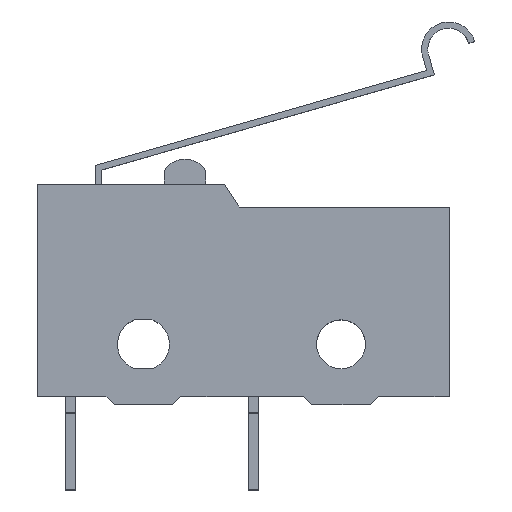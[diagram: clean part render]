
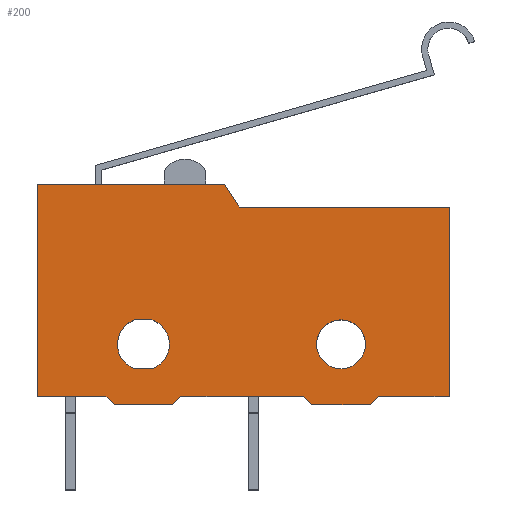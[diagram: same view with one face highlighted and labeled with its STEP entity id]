
A CAD part, top view. The second image highlights one B-rep face of the part: STEP entity #200.
In plain terms, the highlighted planar face has unit normal (0, 0, 1).
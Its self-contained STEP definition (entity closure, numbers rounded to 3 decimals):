
#200=ADVANCED_FACE('',(#399,#400,#401),#402,.T.);
#399=FACE_BOUND('',#594,.T.);
#400=FACE_BOUND('',#595,.T.);
#401=FACE_OUTER_BOUND('',#596,.T.);
#402=PLANE('',#597);
#594=EDGE_LOOP('',(#1117,#1118,#1119,#1120,#1121,#1122));
#595=EDGE_LOOP('',(#1123,#1124));
#596=EDGE_LOOP('',(#1125,#1126,#1127,#1128,#1129,#1130,#1131,#1132,#1133,#1134,#1135,#1136,#1137,#1138));
#597=AXIS2_PLACEMENT_3D('',#1139,#1140,#1141);
#1117=ORIENTED_EDGE('',*,*,#1324,.T.);
#1118=ORIENTED_EDGE('',*,*,#1175,.T.);
#1119=ORIENTED_EDGE('',*,*,#1328,.T.);
#1120=ORIENTED_EDGE('',*,*,#1316,.T.);
#1121=ORIENTED_EDGE('',*,*,#1321,.T.);
#1122=ORIENTED_EDGE('',*,*,#1182,.T.);
#1123=ORIENTED_EDGE('',*,*,#1170,.T.);
#1124=ORIENTED_EDGE('',*,*,#1331,.T.);
#1125=ORIENTED_EDGE('',*,*,#1333,.F.);
#1126=ORIENTED_EDGE('',*,*,#1386,.F.);
#1127=ORIENTED_EDGE('',*,*,#1382,.F.);
#1128=ORIENTED_EDGE('',*,*,#1378,.F.);
#1129=ORIENTED_EDGE('',*,*,#1374,.F.);
#1130=ORIENTED_EDGE('',*,*,#1370,.F.);
#1131=ORIENTED_EDGE('',*,*,#1366,.F.);
#1132=ORIENTED_EDGE('',*,*,#1362,.F.);
#1133=ORIENTED_EDGE('',*,*,#1358,.F.);
#1134=ORIENTED_EDGE('',*,*,#1354,.F.);
#1135=ORIENTED_EDGE('',*,*,#1350,.F.);
#1136=ORIENTED_EDGE('',*,*,#1346,.F.);
#1137=ORIENTED_EDGE('',*,*,#1342,.F.);
#1138=ORIENTED_EDGE('',*,*,#1338,.F.);
#1139=CARTESIAN_POINT('',(-0.187,5.17,3.2));
#1140=DIRECTION('',(0.0,0.0,1.0));
#1141=DIRECTION('',(1.0,0.0,0.0));
#1170=EDGE_CURVE('',#1394,#1391,#1395,.T.);
#1175=EDGE_CURVE('',#1403,#1400,#1404,.T.);
#1182=EDGE_CURVE('',#1410,#1414,#1416,.T.);
#1316=EDGE_CURVE('',#1614,#1615,#1616,.T.);
#1321=EDGE_CURVE('',#1615,#1410,#1623,.T.);
#1324=EDGE_CURVE('',#1414,#1403,#1626,.T.);
#1328=EDGE_CURVE('',#1400,#1614,#1630,.T.);
#1331=EDGE_CURVE('',#1391,#1394,#1633,.T.);
#1333=EDGE_CURVE('',#1635,#1636,#1637,.T.);
#1338=EDGE_CURVE('',#1636,#1644,#1645,.T.);
#1342=EDGE_CURVE('',#1644,#1650,#1651,.T.);
#1346=EDGE_CURVE('',#1650,#1656,#1657,.T.);
#1350=EDGE_CURVE('',#1656,#1662,#1663,.T.);
#1354=EDGE_CURVE('',#1662,#1668,#1669,.T.);
#1358=EDGE_CURVE('',#1668,#1674,#1675,.T.);
#1362=EDGE_CURVE('',#1674,#1680,#1681,.T.);
#1366=EDGE_CURVE('',#1680,#1686,#1687,.T.);
#1370=EDGE_CURVE('',#1686,#1692,#1693,.T.);
#1374=EDGE_CURVE('',#1692,#1698,#1699,.T.);
#1378=EDGE_CURVE('',#1698,#1704,#1705,.T.);
#1382=EDGE_CURVE('',#1704,#1710,#1711,.T.);
#1386=EDGE_CURVE('',#1710,#1635,#1716,.T.);
#1391=VERTEX_POINT('',#1721);
#1394=VERTEX_POINT('',#1725);
#1395=CIRCLE('',#1726,1.175);
#1400=VERTEX_POINT('',#1732);
#1403=VERTEX_POINT('',#1736);
#1404=CIRCLE('',#1737,1.25);
#1410=VERTEX_POINT('',#1744);
#1414=VERTEX_POINT('',#1749);
#1416=CIRCLE('',#1752,1.25);
#1614=VERTEX_POINT('',#2036);
#1615=VERTEX_POINT('',#2037);
#1616=LINE('',#2038,#2039);
#1623=CIRCLE('',#2049,1.25);
#1626=LINE('',#2052,#2053);
#1630=CIRCLE('',#2058,1.25);
#1633=CIRCLE('',#2061,1.175);
#1635=VERTEX_POINT('',#2063);
#1636=VERTEX_POINT('',#2064);
#1637=LINE('',#2065,#2066);
#1644=VERTEX_POINT('',#2076);
#1645=LINE('',#2077,#2078);
#1650=VERTEX_POINT('',#2085);
#1651=LINE('',#2086,#2087);
#1656=VERTEX_POINT('',#2094);
#1657=LINE('',#2095,#2096);
#1662=VERTEX_POINT('',#2103);
#1663=LINE('',#2104,#2105);
#1668=VERTEX_POINT('',#2112);
#1669=LINE('',#2113,#2114);
#1674=VERTEX_POINT('',#2121);
#1675=LINE('',#2122,#2123);
#1680=VERTEX_POINT('',#2130);
#1681=LINE('',#2131,#2132);
#1686=VERTEX_POINT('',#2139);
#1687=LINE('',#2140,#2141);
#1692=VERTEX_POINT('',#2148);
#1693=LINE('',#2149,#2150);
#1698=VERTEX_POINT('',#2157);
#1699=LINE('',#2158,#2159);
#1704=VERTEX_POINT('',#2166);
#1705=LINE('',#2167,#2168);
#1710=VERTEX_POINT('',#2175);
#1711=LINE('',#2176,#2177);
#1716=LINE('',#2184,#2185);
#1721=CARTESIAN_POINT('',(5.875,2.9,3.2));
#1725=CARTESIAN_POINT('',(3.525,2.9,3.2));
#1726=AXIS2_PLACEMENT_3D('',#2191,#2192,#2193);
#1732=CARTESIAN_POINT('',(-3.55,2.9,3.2));
#1736=CARTESIAN_POINT('',(-4.388,4.08,3.2));
#1737=AXIS2_PLACEMENT_3D('',#2199,#2200,#2201);
#1744=CARTESIAN_POINT('',(-6.05,2.9,3.2));
#1749=CARTESIAN_POINT('',(-5.212,4.08,3.2));
#1752=AXIS2_PLACEMENT_3D('',#2211,#2212,#2213);
#2036=CARTESIAN_POINT('',(-4.36,1.73,3.2));
#2037=CARTESIAN_POINT('',(-5.24,1.73,3.2));
#2038=CARTESIAN_POINT('',(-2.844,1.73,3.2));
#2039=VECTOR('',#2330,1.0);
#2049=AXIS2_PLACEMENT_3D('',#2334,#2335,#2336);
#2052=CARTESIAN_POINT('',(-2.844,4.08,3.2));
#2053=VECTOR('',#2340,1.0);
#2058=AXIS2_PLACEMENT_3D('',#2345,#2346,#2347);
#2061=AXIS2_PLACEMENT_3D('',#2351,#2352,#2353);
#2063=CARTESIAN_POINT('',(-9.9,10.6,3.2));
#2064=CARTESIAN_POINT('',(-0.9,10.6,3.2));
#2065=CARTESIAN_POINT('',(-9.9,10.6,3.2));
#2066=VECTOR('',#2354,1.0);
#2076=CARTESIAN_POINT('',(-0.2,9.5,3.2));
#2077=CARTESIAN_POINT('',(-0.2,9.5,3.2));
#2078=VECTOR('',#2358,1.0);
#2085=CARTESIAN_POINT('',(9.9,9.5,3.2));
#2086=CARTESIAN_POINT('',(9.9,9.5,3.2));
#2087=VECTOR('',#2361,1.0);
#2094=CARTESIAN_POINT('',(9.9,0.4,3.2));
#2095=CARTESIAN_POINT('',(9.9,0.4,3.2));
#2096=VECTOR('',#2364,1.0);
#2103=CARTESIAN_POINT('',(6.5,0.4,3.2));
#2104=CARTESIAN_POINT('',(9.9,0.4,3.2));
#2105=VECTOR('',#2367,1.0);
#2112=CARTESIAN_POINT('',(6.1,0.0,3.2));
#2113=CARTESIAN_POINT('',(6.1,0.0,3.2));
#2114=VECTOR('',#2370,1.0);
#2121=CARTESIAN_POINT('',(3.3,0.,3.2));
#2122=CARTESIAN_POINT('',(6.1,0.0,3.2));
#2123=VECTOR('',#2373,1.0);
#2130=CARTESIAN_POINT('',(2.9,0.4,3.2));
#2131=CARTESIAN_POINT('',(2.9,0.4,3.2));
#2132=VECTOR('',#2376,1.0);
#2139=CARTESIAN_POINT('',(-3.,0.4,3.2));
#2140=CARTESIAN_POINT('',(-3.,0.4,3.2));
#2141=VECTOR('',#2379,1.0);
#2148=CARTESIAN_POINT('',(-3.4,0.0,3.2));
#2149=CARTESIAN_POINT('',(-3.,0.4,3.2));
#2150=VECTOR('',#2382,1.0);
#2157=CARTESIAN_POINT('',(-6.2,0.0,3.2));
#2158=CARTESIAN_POINT('',(-6.2,0.0,3.2));
#2159=VECTOR('',#2385,1.0);
#2166=CARTESIAN_POINT('',(-6.6,0.4,3.2));
#2167=CARTESIAN_POINT('',(-6.2,0.0,3.2));
#2168=VECTOR('',#2388,1.0);
#2175=CARTESIAN_POINT('',(-9.9,0.4,3.2));
#2176=CARTESIAN_POINT('',(-9.9,0.4,3.2));
#2177=VECTOR('',#2391,1.0);
#2184=CARTESIAN_POINT('',(-9.9,0.4,3.2));
#2185=VECTOR('',#2394,1.0);
#2191=CARTESIAN_POINT('',(4.7,2.9,3.2));
#2192=DIRECTION('',(0.0,0.0,-1.0));
#2193=DIRECTION('',(1.0,0.0,0.0));
#2199=CARTESIAN_POINT('',(-4.8,2.9,3.2));
#2200=DIRECTION('',(0.0,0.0,-1.0));
#2201=DIRECTION('',(1.0,0.0,0.0));
#2211=CARTESIAN_POINT('',(-4.8,2.9,3.2));
#2212=DIRECTION('',(0.0,0.0,-1.0));
#2213=DIRECTION('',(1.0,0.0,0.0));
#2330=DIRECTION('',(-1.0,0.0,0.0));
#2334=CARTESIAN_POINT('',(-4.8,2.9,3.2));
#2335=DIRECTION('',(0.0,0.0,-1.0));
#2336=DIRECTION('',(1.0,0.0,0.0));
#2340=DIRECTION('',(1.0,0.0,-0.0));
#2345=CARTESIAN_POINT('',(-4.8,2.9,3.2));
#2346=DIRECTION('',(0.0,0.0,-1.0));
#2347=DIRECTION('',(1.0,0.0,0.0));
#2351=CARTESIAN_POINT('',(4.7,2.9,3.2));
#2352=DIRECTION('',(0.0,0.0,-1.0));
#2353=DIRECTION('',(1.0,0.0,0.0));
#2354=DIRECTION('',(1.0,0.0,0.0));
#2358=DIRECTION('',(0.537,-0.844,0.0));
#2361=DIRECTION('',(1.0,0.,0.0));
#2364=DIRECTION('',(-0.0,-1.0,-0.0));
#2367=DIRECTION('',(-1.0,0.,0.0));
#2370=DIRECTION('',(-0.707,-0.707,-0.0));
#2373=DIRECTION('',(-1.0,0.,0.0));
#2376=DIRECTION('',(-0.707,0.707,0.0));
#2379=DIRECTION('',(-1.0,0.,-0.0));
#2382=DIRECTION('',(-0.707,-0.707,0.0));
#2385=DIRECTION('',(-1.0,-0.0,-0.0));
#2388=DIRECTION('',(-0.707,0.707,0.0));
#2391=DIRECTION('',(-1.0,-0.0,-0.0));
#2394=DIRECTION('',(0.0,1.0,0.0));
